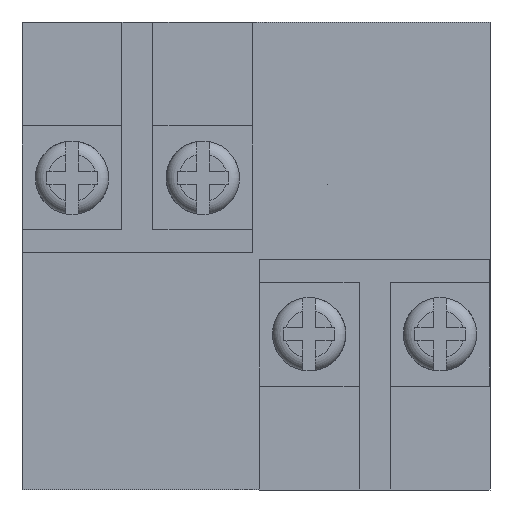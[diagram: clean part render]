
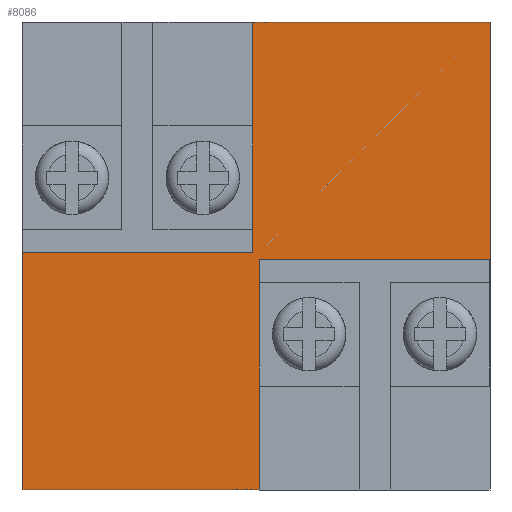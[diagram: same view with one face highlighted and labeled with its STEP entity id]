
A CAD part, front view. The second image highlights one B-rep face of the part: STEP entity #8086.
In plain terms, the highlighted planar face has unit normal (0, -1, 0).
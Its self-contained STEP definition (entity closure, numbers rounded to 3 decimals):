
#262 = CARTESIAN_POINT ( 'NONE',  ( 18.5, -15., 18.5 ) ) ;
#278 = LINE ( 'NONE', #262, #2540 ) ;
#631 = EDGE_CURVE ( 'NONE', #1781, #9186, #1808, .T. ) ;
#1002 = CARTESIAN_POINT ( 'NONE',  ( 18.5, -15., 18.5 ) ) ;
#1781 = VERTEX_POINT ( 'NONE', #9214 ) ;
#1808 = LINE ( 'NONE', #6093, #10297 ) ;
#2242 = EDGE_CURVE ( 'NONE', #9186, #4837, #3566, .T. ) ;
#2540 = VECTOR ( 'NONE', #5353, 1000. ) ;
#2681 = ORIENTED_EDGE ( 'NONE', *, *, #2242, .F. ) ;
#3042 = VECTOR ( 'NONE', #7566, 1000. ) ;
#3566 = LINE ( 'NONE', #5886, #3042 ) ;
#3765 = ORIENTED_EDGE ( 'NONE', *, *, #8702, .F. ) ;
#4837 = VERTEX_POINT ( 'NONE', #7348 ) ;
#5353 = DIRECTION ( 'NONE',  ( 0., 0., -1. ) ) ;
#5886 = CARTESIAN_POINT ( 'NONE',  ( -18.5, -15., 18.5 ) ) ;
#5907 = DIRECTION ( 'NONE',  ( 0., 0., 1. ) ) ;
#5989 = VERTEX_POINT ( 'NONE', #9948 ) ;
#6084 = DIRECTION ( 'NONE',  ( 1., 0., 0. ) ) ;
#6093 = CARTESIAN_POINT ( 'NONE',  ( 18.5, -15., -18.5 ) ) ;
#6255 = CARTESIAN_POINT ( 'NONE',  ( -18.5, -15., -18.5 ) ) ;
#6470 = AXIS2_PLACEMENT_3D ( 'NONE', #9268, #10976, #5907 ) ;
#7330 = LINE ( 'NONE', #1002, #9538 ) ;
#7348 = CARTESIAN_POINT ( 'NONE',  ( -18.5, -15., 18.5 ) ) ;
#7500 = ORIENTED_EDGE ( 'NONE', *, *, #8316, .F. ) ;
#7566 = DIRECTION ( 'NONE',  ( 0., 0., 1. ) ) ;
#7906 = EDGE_LOOP ( 'NONE', ( #2681, #10131, #7500, #3765 ) ) ;
#8086 = ADVANCED_FACE ( 'NONE', ( #9430 ), #10121, .F. ) ;
#8316 = EDGE_CURVE ( 'NONE', #5989, #1781, #278, .T. ) ;
#8702 = EDGE_CURVE ( 'NONE', #4837, #5989, #7330, .T. ) ;
#9186 = VERTEX_POINT ( 'NONE', #6255 ) ;
#9214 = CARTESIAN_POINT ( 'NONE',  ( 18.5, -15., -18.5 ) ) ;
#9268 = CARTESIAN_POINT ( 'NONE',  ( 0., -15., 0. ) ) ;
#9430 = FACE_OUTER_BOUND ( 'NONE', #7906, .T. ) ;
#9487 = DIRECTION ( 'NONE',  ( -1., 0., 0. ) ) ;
#9538 = VECTOR ( 'NONE', #6084, 1000. ) ;
#9948 = CARTESIAN_POINT ( 'NONE',  ( 18.5, -15., 18.5 ) ) ;
#10121 = PLANE ( 'NONE',  #6470 ) ;
#10131 = ORIENTED_EDGE ( 'NONE', *, *, #631, .F. ) ;
#10297 = VECTOR ( 'NONE', #9487, 1000. ) ;
#10976 = DIRECTION ( 'NONE',  ( 0., 1., 0. ) ) ;
